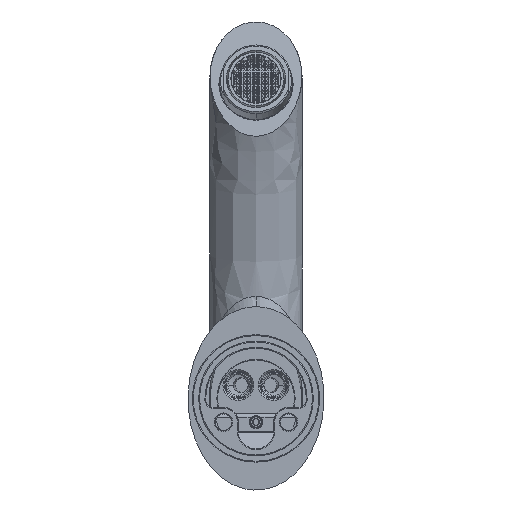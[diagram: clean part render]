
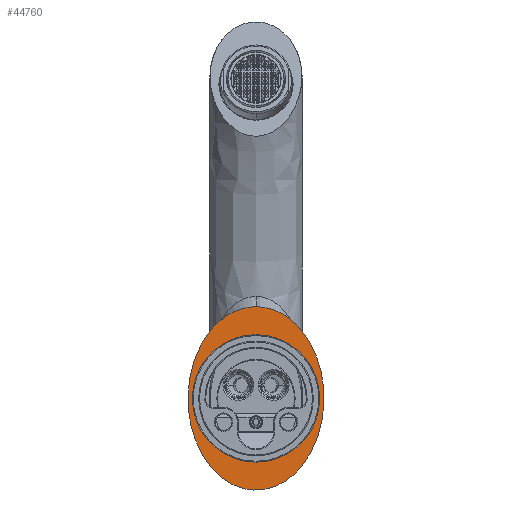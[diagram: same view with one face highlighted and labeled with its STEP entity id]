
A CAD part, front view. The second image highlights one B-rep face of the part: STEP entity #44760.
In plain terms, the highlighted planar face has unit normal (0, -1, 0).
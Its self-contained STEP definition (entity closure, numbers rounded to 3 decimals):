
#4886=CARTESIAN_POINT('',(23.,-5.,0.));
#4887=CARTESIAN_POINT('',(23.,-5.,-1.827));
#4888=CARTESIAN_POINT('',(22.759,-5.,-5.617));
#4889=CARTESIAN_POINT('',(21.539,-5.,-11.446));
#4890=CARTESIAN_POINT('',(19.753,-5.,-16.127));
#4891=CARTESIAN_POINT('',(17.889,-5.,-19.572));
#4892=CARTESIAN_POINT('',(16.293,-5.,-21.96));
#4893=CARTESIAN_POINT('',(14.521,-5.,-24.112));
#4894=CARTESIAN_POINT('',(12.604,-5.,-25.995));
#4895=CARTESIAN_POINT('',(10.576,-5.,-27.588));
#4896=CARTESIAN_POINT('',(8.473,-5.,-28.875));
#4897=CARTESIAN_POINT('',(6.33,-5.,-29.854));
#4898=CARTESIAN_POINT('',(4.539,-5.,-30.418));
#4899=CARTESIAN_POINT('',(3.119,-5.,-30.725));
#4900=CARTESIAN_POINT('',(2.064,-5.,-30.886));
#4901=CARTESIAN_POINT('',(1.196,-5.,-30.964));
#4902=CARTESIAN_POINT('',(0.51,-5.,-30.995));
#4903=CARTESIAN_POINT('',(0.,-5.,-31.003));
#4904=CARTESIAN_POINT('',(-0.51,-5.,-30.995));
#4905=CARTESIAN_POINT('',(-1.196,-5.,-30.964));
#4906=CARTESIAN_POINT('',(-2.064,-5.,-30.886));
#4907=CARTESIAN_POINT('',(-3.119,-5.,-30.725));
#4908=CARTESIAN_POINT('',(-4.539,-5.,-30.418));
#4909=CARTESIAN_POINT('',(-6.33,-5.,-29.854));
#4910=CARTESIAN_POINT('',(-8.473,-5.,-28.875));
#4911=CARTESIAN_POINT('',(-10.576,-5.,-27.588));
#4912=CARTESIAN_POINT('',(-12.604,-5.,-25.995));
#4913=CARTESIAN_POINT('',(-14.521,-5.,-24.112));
#4914=CARTESIAN_POINT('',(-16.293,-5.,-21.96));
#4915=CARTESIAN_POINT('',(-17.889,-5.,-19.572));
#4916=CARTESIAN_POINT('',(-19.753,-5.,-16.127));
#4917=CARTESIAN_POINT('',(-21.539,-5.,-11.446));
#4918=CARTESIAN_POINT('',(-22.759,-5.,-5.617));
#4919=CARTESIAN_POINT('',(-23.,-5.,-1.827));
#4920=CARTESIAN_POINT('',(-23.,-5.,0.));
#4922=CARTESIAN_POINT('',(-23.,-5.,0.));
#4923=CARTESIAN_POINT('',(-23.,-5.,1.827));
#4924=CARTESIAN_POINT('',(-22.759,-5.,5.617));
#4925=CARTESIAN_POINT('',(-21.539,-5.,11.446));
#4926=CARTESIAN_POINT('',(-19.753,-5.,16.127));
#4927=CARTESIAN_POINT('',(-17.889,-5.,19.572));
#4928=CARTESIAN_POINT('',(-16.293,-5.,21.96));
#4929=CARTESIAN_POINT('',(-14.521,-5.,24.112));
#4930=CARTESIAN_POINT('',(-12.604,-5.,25.995));
#4931=CARTESIAN_POINT('',(-10.576,-5.,27.588));
#4932=CARTESIAN_POINT('',(-8.473,-5.,28.875));
#4933=CARTESIAN_POINT('',(-6.33,-5.,29.854));
#4934=CARTESIAN_POINT('',(-4.539,-5.,30.418));
#4935=CARTESIAN_POINT('',(-3.119,-5.,30.725));
#4936=CARTESIAN_POINT('',(-2.064,-5.,30.886));
#4937=CARTESIAN_POINT('',(-1.196,-5.,30.964));
#4938=CARTESIAN_POINT('',(-0.51,-5.,30.995));
#4939=CARTESIAN_POINT('',(0.,-5.,31.003));
#4940=CARTESIAN_POINT('',(0.51,-5.,30.995));
#4941=CARTESIAN_POINT('',(1.196,-5.,30.964));
#4942=CARTESIAN_POINT('',(2.064,-5.,30.886));
#4943=CARTESIAN_POINT('',(3.119,-5.,30.725));
#4944=CARTESIAN_POINT('',(4.539,-5.,30.418));
#4945=CARTESIAN_POINT('',(6.33,-5.,29.854));
#4946=CARTESIAN_POINT('',(8.473,-5.,28.875));
#4947=CARTESIAN_POINT('',(10.576,-5.,27.588));
#4948=CARTESIAN_POINT('',(12.604,-5.,25.995));
#4949=CARTESIAN_POINT('',(14.521,-5.,24.112));
#4950=CARTESIAN_POINT('',(16.293,-5.,21.96));
#4951=CARTESIAN_POINT('',(17.889,-5.,19.572));
#4952=CARTESIAN_POINT('',(19.753,-5.,16.127));
#4953=CARTESIAN_POINT('',(21.539,-5.,11.446));
#4954=CARTESIAN_POINT('',(22.759,-5.,5.617));
#4955=CARTESIAN_POINT('',(23.,-5.,1.827));
#4956=CARTESIAN_POINT('',(23.,-5.,0.));
#4958=CARTESIAN_POINT('',(0.,-5.,0.));
#4959=DIRECTION('',(0.,1.,0.));
#4960=DIRECTION('',(1.,0.,0.));
#4961=AXIS2_PLACEMENT_3D('',#4958,#4959,#4960);
#4963=CARTESIAN_POINT('',(0.,-5.,0.));
#4964=DIRECTION('',(0.,1.,0.));
#4965=DIRECTION('',(-1.,0.,0.));
#4966=AXIS2_PLACEMENT_3D('',#4963,#4964,#4965);
#40605=VERTEX_POINT('',#4886);
#40606=VERTEX_POINT('',#4920);
#40613=CARTESIAN_POINT('',(21.55,-5.,0.));
#40614=CARTESIAN_POINT('',(-21.55,-5.,0.));
#40615=VERTEX_POINT('',#40613);
#40616=VERTEX_POINT('',#40614);
#44744=CARTESIAN_POINT('',(0.,-5.,0.));
#44745=DIRECTION('',(0.,1.,0.));
#44746=DIRECTION('',(1.,0.,0.));
#44747=AXIS2_PLACEMENT_3D('',#44744,#44745,#44746);
#44748=PLANE('',#44747);
#44749=ORIENTED_EDGE('',*,*,#44727,.T.);
#44751=ORIENTED_EDGE('',*,*,#44750,.T.);
#44752=EDGE_LOOP('',(#44749,#44751));
#44753=FACE_OUTER_BOUND('',#44752,.F.);
#44755=ORIENTED_EDGE('',*,*,#44754,.F.);
#44757=ORIENTED_EDGE('',*,*,#44756,.F.);
#44758=EDGE_LOOP('',(#44755,#44757));
#44759=FACE_BOUND('',#44758,.F.);
#44760=ADVANCED_FACE('',(#44753,#44759),#44748,.F.);
#4921=B_SPLINE_CURVE_WITH_KNOTS('',3,(#4886,#4887,#4888,#4889,#4890,#4891,#4892,
#4893,#4894,#4895,#4896,#4897,#4898,#4899,#4900,#4901,#4902,#4903,#4904,#4905,
#4906,#4907,#4908,#4909,#4910,#4911,#4912,#4913,#4914,#4915,#4916,#4917,#4918,
#4919,#4920),.UNSPECIFIED.,.F.,.F.,(4,1,1,1,1,1,1,1,1,1,1,1,1,1,1,1,1,1,1,1,1,1,
1,1,1,1,1,1,1,1,1,1,4),(0.,0.063,0.125,0.188,0.219,0.25,
0.281,0.313,0.344,0.375,0.406,0.438,0.453,0.469,
0.484,0.492,0.5,0.508,0.516,0.531,0.547,
0.563,0.594,0.625,0.656,0.688,0.719,0.75,0.781,
0.813,0.875,0.938,1.),.UNSPECIFIED.);
#4957=B_SPLINE_CURVE_WITH_KNOTS('',3,(#4922,#4923,#4924,#4925,#4926,#4927,#4928,
#4929,#4930,#4931,#4932,#4933,#4934,#4935,#4936,#4937,#4938,#4939,#4940,#4941,
#4942,#4943,#4944,#4945,#4946,#4947,#4948,#4949,#4950,#4951,#4952,#4953,#4954,
#4955,#4956),.UNSPECIFIED.,.F.,.F.,(4,1,1,1,1,1,1,1,1,1,1,1,1,1,1,1,1,1,1,1,1,1,
1,1,1,1,1,1,1,1,1,1,4),(0.,0.063,0.125,0.188,0.219,0.25,
0.281,0.313,0.344,0.375,0.406,0.438,0.453,0.469,
0.484,0.492,0.5,0.508,0.516,0.531,0.547,
0.563,0.594,0.625,0.656,0.688,0.719,0.75,0.781,
0.813,0.875,0.938,1.),.UNSPECIFIED.);
#4962=CIRCLE('',#4961,21.55);
#4967=CIRCLE('',#4966,21.55);
#44727=EDGE_CURVE('',#40605,#40606,#4921,.T.);
#44750=EDGE_CURVE('',#40606,#40605,#4957,.T.);
#44754=EDGE_CURVE('',#40615,#40616,#4962,.T.);
#44756=EDGE_CURVE('',#40616,#40615,#4967,.T.);
